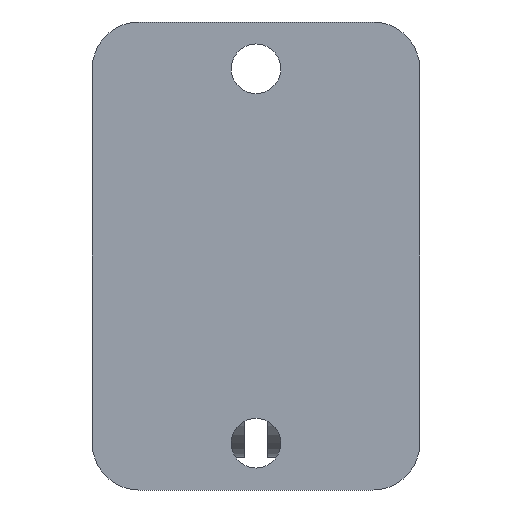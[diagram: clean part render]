
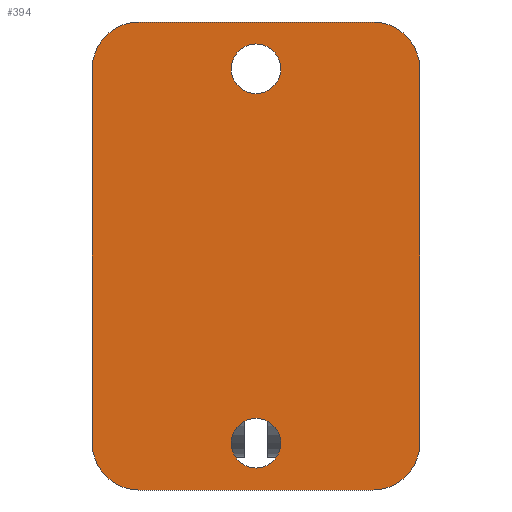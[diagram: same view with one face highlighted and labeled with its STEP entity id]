
A CAD part, front view. The second image highlights one B-rep face of the part: STEP entity #394.
In plain terms, the highlighted planar face has unit normal (0, -1, 0).
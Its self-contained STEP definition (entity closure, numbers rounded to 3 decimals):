
#394 = ADVANCED_FACE( '', ( #909, #910, #911 ), #912, .F. );
#909 = FACE_BOUND( '', #1604, .T. );
#910 = FACE_BOUND( '', #1605, .T. );
#911 = FACE_OUTER_BOUND( '', #1606, .T. );
#912 = PLANE( '', #1607 );
#1604 = EDGE_LOOP( '', ( #2496 ) );
#1605 = EDGE_LOOP( '', ( #2497 ) );
#1606 = EDGE_LOOP( '', ( #2498, #2499, #2500, #2501, #2502, #2503, #2504, #2505 ) );
#1607 = AXIS2_PLACEMENT_3D( '', #2506, #2507, #2508 );
#2496 = ORIENTED_EDGE( '', *, *, #4080, .T. );
#2497 = ORIENTED_EDGE( '', *, *, #4026, .T. );
#2498 = ORIENTED_EDGE( '', *, *, #4081, .F. );
#2499 = ORIENTED_EDGE( '', *, *, #4082, .F. );
#2500 = ORIENTED_EDGE( '', *, *, #4040, .F. );
#2501 = ORIENTED_EDGE( '', *, *, #4083, .F. );
#2502 = ORIENTED_EDGE( '', *, *, #3895, .F. );
#2503 = ORIENTED_EDGE( '', *, *, #4084, .F. );
#2504 = ORIENTED_EDGE( '', *, *, #4085, .F. );
#2505 = ORIENTED_EDGE( '', *, *, #4014, .F. );
#2506 = CARTESIAN_POINT( '', ( -12.5, -5., 20. ) );
#2507 = DIRECTION( '', ( 0., 1., 0. ) );
#2508 = DIRECTION( '', ( 0., 0., 1. ) );
#3895 = EDGE_CURVE( '', #4569, #4571, #4572, .T. );
#4014 = EDGE_CURVE( '', #4777, #4779, #4780, .T. );
#4026 = EDGE_CURVE( '', #4798, #4798, #4799, .T. );
#4040 = EDGE_CURVE( '', #4822, #4824, #4825, .T. );
#4080 = EDGE_CURVE( '', #4887, #4887, #4888, .T. );
#4081 = EDGE_CURVE( '', #4889, #4777, #4890, .T. );
#4082 = EDGE_CURVE( '', #4824, #4889, #4891, .T. );
#4083 = EDGE_CURVE( '', #4571, #4822, #4892, .T. );
#4084 = EDGE_CURVE( '', #4893, #4569, #4894, .T. );
#4085 = EDGE_CURVE( '', #4779, #4893, #4895, .T. );
#4569 = VERTEX_POINT( '', #5547 );
#4571 = VERTEX_POINT( '', #5550 );
#4572 = LINE( '', #5551, #5552 );
#4777 = VERTEX_POINT( '', #5883 );
#4779 = VERTEX_POINT( '', #5886 );
#4780 = CIRCLE( '', #5887, 5. );
#4798 = VERTEX_POINT( '', #5911 );
#4799 = CIRCLE( '', #5912, 2.65 );
#4822 = VERTEX_POINT( '', #5946 );
#4824 = VERTEX_POINT( '', #5949 );
#4825 = LINE( '', #5950, #5951 );
#4887 = VERTEX_POINT( '', #6032 );
#4888 = CIRCLE( '', #6033, 2.65 );
#4889 = VERTEX_POINT( '', #6034 );
#4890 = LINE( '', #6035, #6036 );
#4891 = CIRCLE( '', #6037, 5. );
#4892 = CIRCLE( '', #6038, 5. );
#4893 = VERTEX_POINT( '', #6039 );
#4894 = CIRCLE( '', #6040, 5. );
#4895 = LINE( '', #6041, #6042 );
#5547 = CARTESIAN_POINT( '', ( 17.5, -5., 20. ) );
#5550 = CARTESIAN_POINT( '', ( 17.5, -5., -20. ) );
#5551 = CARTESIAN_POINT( '', ( 17.5, -5., 20. ) );
#5552 = VECTOR( '', #7010, 1000. );
#5883 = CARTESIAN_POINT( '', ( -17.5, -5., 20. ) );
#5886 = CARTESIAN_POINT( '', ( -12.5, -5., 25. ) );
#5887 = AXIS2_PLACEMENT_3D( '', #7134, #7135, #7136 );
#5911 = CARTESIAN_POINT( '', ( 2.65, -5., -20. ) );
#5912 = AXIS2_PLACEMENT_3D( '', #7149, #7150, #7151 );
#5946 = CARTESIAN_POINT( '', ( 12.5, -5., -25. ) );
#5949 = CARTESIAN_POINT( '', ( -12.5, -5., -25. ) );
#5950 = CARTESIAN_POINT( '', ( 12.5, -5., -25. ) );
#5951 = VECTOR( '', #7164, 1000. );
#6032 = CARTESIAN_POINT( '', ( 2.65, -5., 20. ) );
#6033 = AXIS2_PLACEMENT_3D( '', #7220, #7221, #7222 );
#6034 = CARTESIAN_POINT( '', ( -17.5, -5., -20. ) );
#6035 = CARTESIAN_POINT( '', ( -17.5, -5., -20. ) );
#6036 = VECTOR( '', #7223, 1000. );
#6037 = AXIS2_PLACEMENT_3D( '', #7224, #7225, #7226 );
#6038 = AXIS2_PLACEMENT_3D( '', #7227, #7228, #7229 );
#6039 = CARTESIAN_POINT( '', ( 12.5, -5., 25. ) );
#6040 = AXIS2_PLACEMENT_3D( '', #7230, #7231, #7232 );
#6041 = CARTESIAN_POINT( '', ( -12.5, -5., 25. ) );
#6042 = VECTOR( '', #7233, 1000. );
#7010 = DIRECTION( '', ( 0., 0., -1. ) );
#7134 = CARTESIAN_POINT( '', ( -12.5, -5., 20. ) );
#7135 = DIRECTION( '', ( 0., 1., 0. ) );
#7136 = DIRECTION( '', ( 1., 0., 0. ) );
#7149 = CARTESIAN_POINT( '', ( 0., -5., -20. ) );
#7150 = DIRECTION( '', ( 0., 1., 0. ) );
#7151 = DIRECTION( '', ( 1., 0., 0. ) );
#7164 = DIRECTION( '', ( -1., 0., 0. ) );
#7220 = CARTESIAN_POINT( '', ( 0., -5., 20. ) );
#7221 = DIRECTION( '', ( 0., 1., 0. ) );
#7222 = DIRECTION( '', ( 1., 0., 0. ) );
#7223 = DIRECTION( '', ( 0., 0., 1. ) );
#7224 = CARTESIAN_POINT( '', ( -12.5, -5., -20. ) );
#7225 = DIRECTION( '', ( 0., 1., 0. ) );
#7226 = DIRECTION( '', ( 1., 0., 0. ) );
#7227 = CARTESIAN_POINT( '', ( 12.5, -5., -20. ) );
#7228 = DIRECTION( '', ( 0., 1., 0. ) );
#7229 = DIRECTION( '', ( 1., 0., 0. ) );
#7230 = CARTESIAN_POINT( '', ( 12.5, -5., 20. ) );
#7231 = DIRECTION( '', ( 0., 1., 0. ) );
#7232 = DIRECTION( '', ( 1., 0., 0. ) );
#7233 = DIRECTION( '', ( 1., 0., 0. ) );
